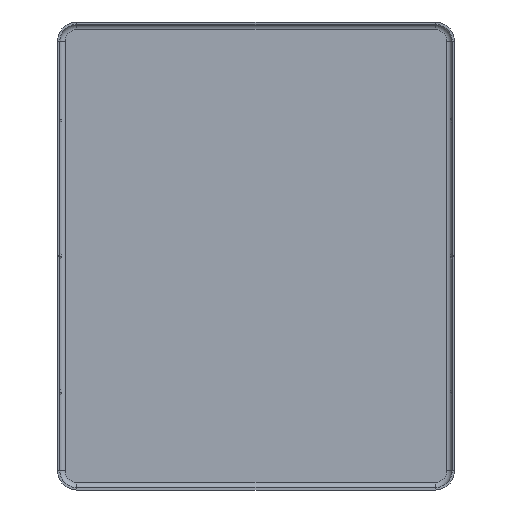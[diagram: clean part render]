
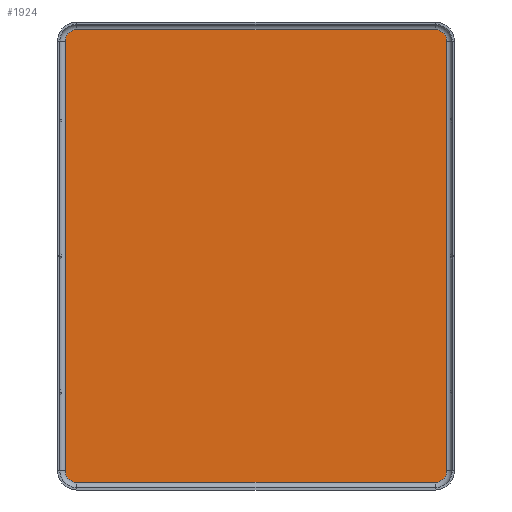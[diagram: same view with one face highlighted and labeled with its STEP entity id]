
A CAD part, front view. The second image highlights one B-rep face of the part: STEP entity #1924.
In plain terms, the highlighted planar face has unit normal (0, -1, 0).
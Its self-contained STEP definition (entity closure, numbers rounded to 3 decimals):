
#6 = DIRECTION ( 'NONE',  ( 0., -1., 0. ) ) ;
#47 = CARTESIAN_POINT ( 'NONE',  ( -23., 0., 29.05 ) ) ;
#57 = AXIS2_PLACEMENT_3D ( 'NONE', #1882, #6, #1269 ) ;
#61 = CARTESIAN_POINT ( 'NONE',  ( 23., 0., -27.55 ) ) ;
#128 = AXIS2_PLACEMENT_3D ( 'NONE', #61, #1760, #529 ) ;
#132 = EDGE_CURVE ( 'NONE', #1341, #970, #1174, .T. ) ;
#148 = LINE ( 'NONE', #515, #1173 ) ;
#186 = CARTESIAN_POINT ( 'NONE',  ( -23., 0., 27.55 ) ) ;
#363 = CARTESIAN_POINT ( 'NONE',  ( 23., 0., -29.05 ) ) ;
#384 = CARTESIAN_POINT ( 'NONE',  ( 24.5, 0., -27.55 ) ) ;
#403 = VERTEX_POINT ( 'NONE', #1535 ) ;
#413 = EDGE_CURVE ( 'NONE', #1341, #403, #1541, .T. ) ;
#451 = DIRECTION ( 'NONE',  ( 0., -1., 0. ) ) ;
#477 = VERTEX_POINT ( 'NONE', #815 ) ;
#488 = AXIS2_PLACEMENT_3D ( 'NONE', #186, #1272, #817 ) ;
#515 = CARTESIAN_POINT ( 'NONE',  ( -24.5, 0., 0. ) ) ;
#520 = EDGE_CURVE ( 'NONE', #970, #477, #1101, .T. ) ;
#528 = DIRECTION ( 'NONE',  ( 0., -1., 0. ) ) ;
#529 = DIRECTION ( 'NONE',  ( 0., 0., 1. ) ) ;
#542 = DIRECTION ( 'NONE',  ( -1., 0., 0. ) ) ;
#588 = EDGE_CURVE ( 'NONE', #477, #1138, #1670, .T. ) ;
#590 = VERTEX_POINT ( 'NONE', #1164 ) ;
#619 = ORIENTED_EDGE ( 'NONE', *, *, #1866, .T. ) ;
#626 = VECTOR ( 'NONE', #542, 1000. ) ;
#815 = CARTESIAN_POINT ( 'NONE',  ( 23., 0., -29.05 ) ) ;
#817 = DIRECTION ( 'NONE',  ( 0., 0., -1. ) ) ;
#838 = PLANE ( 'NONE',  #865 ) ;
#865 = AXIS2_PLACEMENT_3D ( 'NONE', #1456, #528, #1008 ) ;
#922 = EDGE_CURVE ( 'NONE', #1206, #1884, #1169, .T. ) ;
#970 = VERTEX_POINT ( 'NONE', #384 ) ;
#1008 = DIRECTION ( 'NONE',  ( 0., 0., -1. ) ) ;
#1066 = FACE_OUTER_BOUND ( 'NONE', #1610, .T. ) ;
#1082 = VECTOR ( 'NONE', #1433, 1000. ) ;
#1101 = CIRCLE ( 'NONE', #128, 1.5 ) ;
#1138 = VERTEX_POINT ( 'NONE', #1334 ) ;
#1153 = ORIENTED_EDGE ( 'NONE', *, *, #1807, .T. ) ;
#1160 = ORIENTED_EDGE ( 'NONE', *, *, #413, .T. ) ;
#1164 = CARTESIAN_POINT ( 'NONE',  ( -24.5, 0., -27.55 ) ) ;
#1169 = CIRCLE ( 'NONE', #488, 1.5 ) ;
#1173 = VECTOR ( 'NONE', #1424, 1000. ) ;
#1174 = LINE ( 'NONE', #1326, #1454 ) ;
#1206 = VERTEX_POINT ( 'NONE', #1829 ) ;
#1231 = ORIENTED_EDGE ( 'NONE', *, *, #922, .F. ) ;
#1269 = DIRECTION ( 'NONE',  ( 0., 0., -1. ) ) ;
#1272 = DIRECTION ( 'NONE',  ( 0., 1., 0. ) ) ;
#1303 = ORIENTED_EDGE ( 'NONE', *, *, #588, .F. ) ;
#1326 = CARTESIAN_POINT ( 'NONE',  ( 24.5, 0., 0. ) ) ;
#1334 = CARTESIAN_POINT ( 'NONE',  ( -23., 0., -29.05 ) ) ;
#1341 = VERTEX_POINT ( 'NONE', #1788 ) ;
#1411 = AXIS2_PLACEMENT_3D ( 'NONE', #1994, #451, #1986 ) ;
#1424 = DIRECTION ( 'NONE',  ( 0., 0., -1. ) ) ;
#1433 = DIRECTION ( 'NONE',  ( -1., 0., 0. ) ) ;
#1454 = VECTOR ( 'NONE', #1792, 1000. ) ;
#1456 = CARTESIAN_POINT ( 'NONE',  ( 23., 0., -27.55 ) ) ;
#1484 = EDGE_CURVE ( 'NONE', #590, #1138, #1617, .T. ) ;
#1535 = CARTESIAN_POINT ( 'NONE',  ( 23., 0., 29.05 ) ) ;
#1541 = CIRCLE ( 'NONE', #57, 1.5 ) ;
#1610 = EDGE_LOOP ( 'NONE', ( #1303, #1860, #1858, #1160, #619, #1231, #1153, #1789 ) ) ;
#1617 = CIRCLE ( 'NONE', #1411, 1.5 ) ;
#1670 = LINE ( 'NONE', #363, #626 ) ;
#1745 = LINE ( 'NONE', #1931, #1082 ) ;
#1760 = DIRECTION ( 'NONE',  ( 0., 1., 0. ) ) ;
#1788 = CARTESIAN_POINT ( 'NONE',  ( 24.5, 0., 27.55 ) ) ;
#1789 = ORIENTED_EDGE ( 'NONE', *, *, #1484, .T. ) ;
#1792 = DIRECTION ( 'NONE',  ( 0., 0., -1. ) ) ;
#1807 = EDGE_CURVE ( 'NONE', #1206, #590, #148, .T. ) ;
#1829 = CARTESIAN_POINT ( 'NONE',  ( -24.5, 0., 27.55 ) ) ;
#1858 = ORIENTED_EDGE ( 'NONE', *, *, #132, .F. ) ;
#1860 = ORIENTED_EDGE ( 'NONE', *, *, #520, .F. ) ;
#1866 = EDGE_CURVE ( 'NONE', #403, #1884, #1745, .T. ) ;
#1882 = CARTESIAN_POINT ( 'NONE',  ( 23., 0., 27.55 ) ) ;
#1884 = VERTEX_POINT ( 'NONE', #47 ) ;
#1924 = ADVANCED_FACE ( 'NONE', ( #1066 ), #838, .T. ) ;
#1931 = CARTESIAN_POINT ( 'NONE',  ( 23., 0., 29.05 ) ) ;
#1986 = DIRECTION ( 'NONE',  ( 0., 0., 1. ) ) ;
#1994 = CARTESIAN_POINT ( 'NONE',  ( -23., 0., -27.55 ) ) ;
